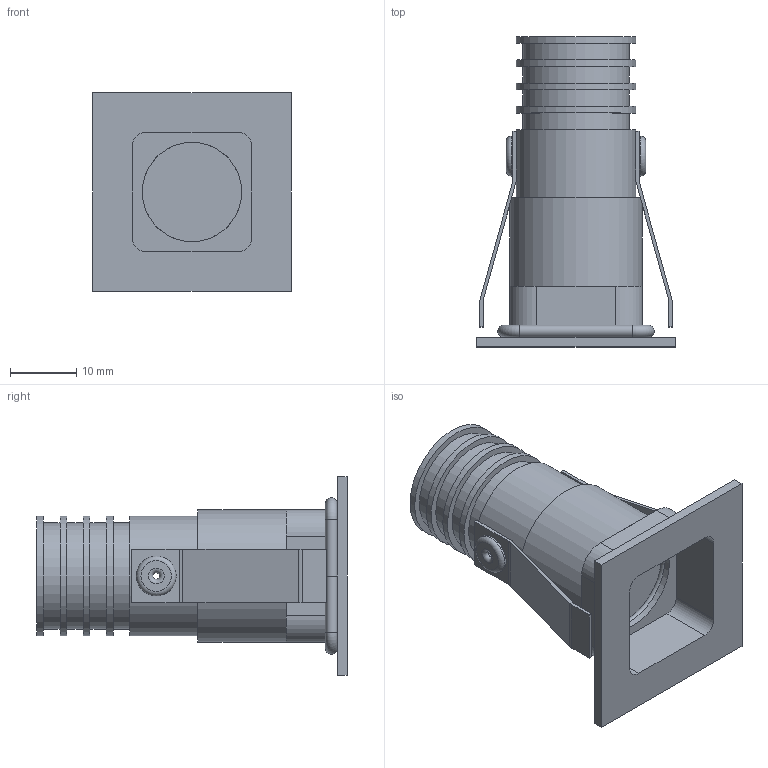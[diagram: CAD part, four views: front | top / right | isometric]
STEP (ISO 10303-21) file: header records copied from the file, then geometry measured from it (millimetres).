
FILE_DESCRIPTION (( 'STEP AP214' ), '1' );
FILE_NAME ('3400-30-U1W-B - Commerciale .STEP', '2022-01-11T11:56:42', ( '' ), ( '' ), 'SwSTEP 2.0', 'SolidWorks 2020', '' );
FILE_SCHEMA (( 'AUTOMOTIVE_DESIGN' ));
Length unit declared in the file: millimetre
Products named in the file (1): 3400-30-U1W-B - Commerciale 
Bounding box: 30 x 46.79 x 30 mm (x, y, z)
Surface area: 8403.1 mm2 (no closed solid volume)
Topology: 0 solids, 10 shells, 100 faces, 228 edges, 148 vertices
Faces by surface type: plane 52, cylinder 38, torus 10
Full cylindrical faces by diameter (mm): 1 x2, 1.78 x5, 6 x2, 14.1 x1, 15 x1, 16 x4, 18 x5, 18.3 x1, 20 x1
Entity records: 3845 total; most frequent: CARTESIAN_POINT 537, DIRECTION 480, ORIENTED_EDGE 371, EDGE_CURVE 193, AXIS2_PLACEMENT_3D 188, EDGE_LOOP 149, VERTEX_POINT 145, FACE_OUTER_BOUND 128
